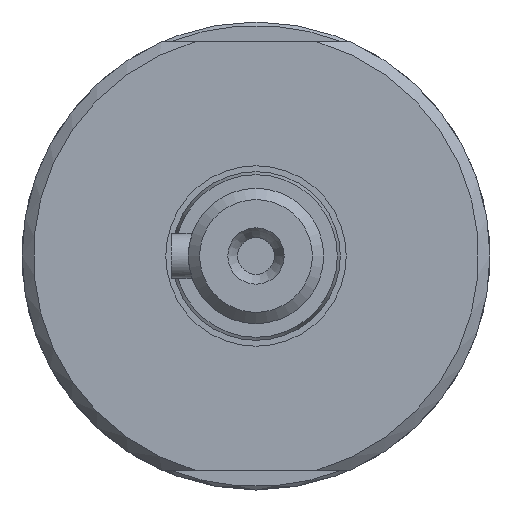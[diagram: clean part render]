
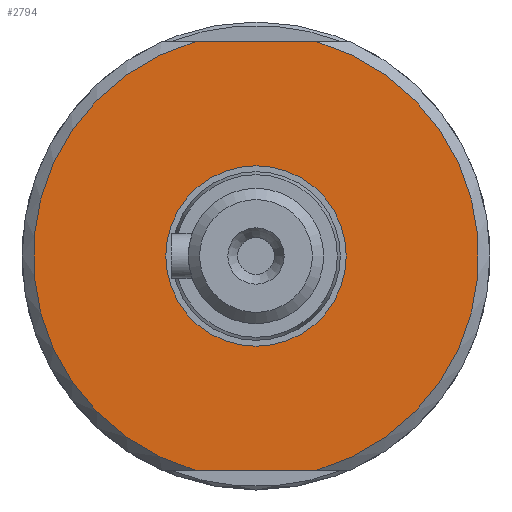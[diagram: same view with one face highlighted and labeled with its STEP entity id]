
A CAD part, left-side view. The second image highlights one B-rep face of the part: STEP entity #2794.
In plain terms, the highlighted planar face has unit normal (-1, 0, 0).
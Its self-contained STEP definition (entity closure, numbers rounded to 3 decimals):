
#243=FACE_BOUND('',#553,.T.);
#282=PLANE('',#3005);
#396=FACE_OUTER_BOUND('',#552,.T.);
#552=EDGE_LOOP('',(#2130,#2131,#2132,#2133));
#553=EDGE_LOOP('',(#2134,#2135));
#713=CIRCLE('',#2998,19.75);
#716=CIRCLE('',#3003,8.);
#717=CIRCLE('',#3004,8.);
#718=CIRCLE('',#3006,19.75);
#822=LINE('',#4159,#1072);
#826=LINE('',#4175,#1076);
#1072=VECTOR('',#3348,10.);
#1076=VECTOR('',#3356,10.);
#1349=VERTEX_POINT('',#4154);
#1350=VERTEX_POINT('',#4158);
#1353=VERTEX_POINT('',#4170);
#1354=VERTEX_POINT('',#4174);
#1357=VERTEX_POINT('',#4189);
#1358=VERTEX_POINT('',#4191);
#1638=EDGE_CURVE('',#1350,#1349,#822,.T.);
#1644=EDGE_CURVE('',#1354,#1353,#826,.T.);
#1647=EDGE_CURVE('',#1350,#1353,#713,.T.);
#1651=EDGE_CURVE('',#1358,#1357,#716,.T.);
#1652=EDGE_CURVE('',#1357,#1358,#717,.T.);
#1653=EDGE_CURVE('',#1354,#1349,#718,.T.);
#2130=ORIENTED_EDGE('',*,*,#1638,.T.);
#2131=ORIENTED_EDGE('',*,*,#1653,.F.);
#2132=ORIENTED_EDGE('',*,*,#1644,.T.);
#2133=ORIENTED_EDGE('',*,*,#1647,.F.);
#2134=ORIENTED_EDGE('',*,*,#1651,.T.);
#2135=ORIENTED_EDGE('',*,*,#1652,.T.);
#2794=ADVANCED_FACE('',(#396,#243),#282,.T.);
#2998=AXIS2_PLACEMENT_3D('',#4182,#3363,#3364);
#3003=AXIS2_PLACEMENT_3D('',#4192,#3374,#3375);
#3004=AXIS2_PLACEMENT_3D('',#4193,#3376,#3377);
#3005=AXIS2_PLACEMENT_3D('',#4194,#3378,#3379);
#3006=AXIS2_PLACEMENT_3D('',#4195,#3380,#3381);
#3348=DIRECTION('',(0.,-1.,0.));
#3356=DIRECTION('',(0.,1.,0.));
#3363=DIRECTION('center_axis',(1.,0.,0.));
#3364=DIRECTION('ref_axis',(0.,1.,0.));
#3374=DIRECTION('center_axis',(1.,0.,0.));
#3375=DIRECTION('ref_axis',(0.,1.,0.));
#3376=DIRECTION('center_axis',(1.,0.,0.));
#3377=DIRECTION('ref_axis',(0.,1.,0.));
#3378=DIRECTION('center_axis',(-1.,0.,0.));
#3379=DIRECTION('ref_axis',(0.,0.,1.));
#3380=DIRECTION('center_axis',(1.,0.,0.));
#3381=DIRECTION('ref_axis',(0.,1.,0.));
#4154=CARTESIAN_POINT('',(-49.5,-5.391,-19.));
#4158=CARTESIAN_POINT('',(-49.5,5.391,-19.));
#4159=CARTESIAN_POINT('',(-49.5,1.392,-19.));
#4170=CARTESIAN_POINT('',(-49.5,5.391,19.));
#4174=CARTESIAN_POINT('',(-49.5,-5.391,19.));
#4175=CARTESIAN_POINT('',(-49.5,12.483,19.));
#4182=CARTESIAN_POINT('Origin',(-49.5,0.,
0.));
#4189=CARTESIAN_POINT('',(-49.5,-8.,0.));
#4191=CARTESIAN_POINT('',(-49.5,8.,0.));
#4192=CARTESIAN_POINT('Origin',(-49.5,0.,
0.));
#4193=CARTESIAN_POINT('Origin',(-49.5,0.,
0.));
#4194=CARTESIAN_POINT('Origin',(-49.5,13.875,0.));
#4195=CARTESIAN_POINT('Origin',(-49.5,0.,
0.));
